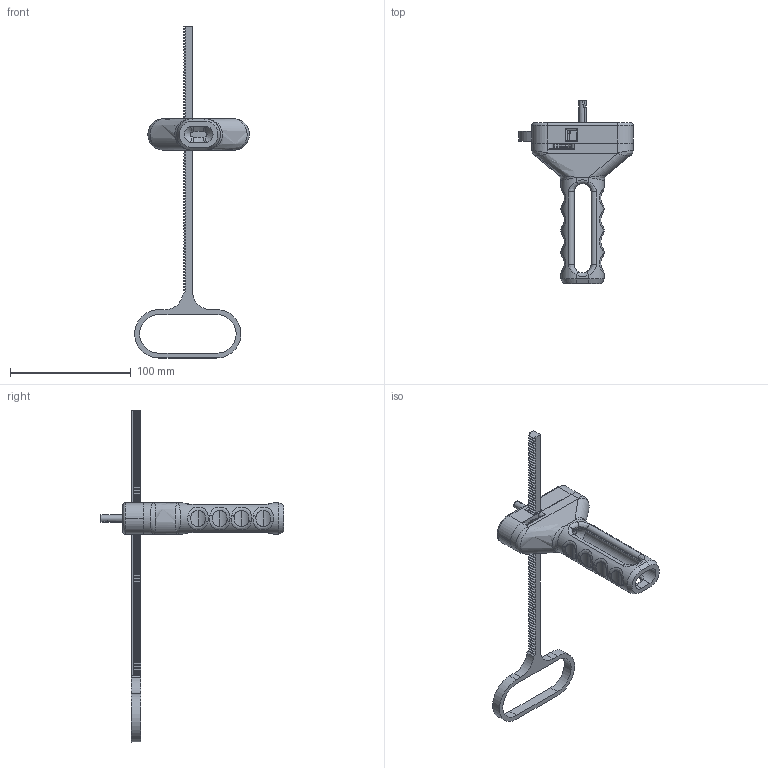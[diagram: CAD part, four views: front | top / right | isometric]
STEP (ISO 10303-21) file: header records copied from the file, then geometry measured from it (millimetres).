
FILE_DESCRIPTION (( 'STEP AP214' ), '1' );
FILE_NAME ('Full assembly.STEP', '2025-11-02T17:52:19', ( '' ), ( '' ), 'SwSTEP 2.0', 'SolidWorks 2024', '' );
FILE_SCHEMA (( 'AUTOMOTIVE_DESIGN' ));
Length unit declared in the file: millimetre
Products named in the file (6): Pull cord; Handle; Large gear with shaft; Top handle part; Small gear with shaft; Full assembly
Assembly tree (5 placements, depth 2):
  Full assembly
    Handle
    Large gear with shaft
    Top handle part
    Pull cord
    Small gear with shaft
Bounding box: 94.9 x 152 x 275 mm (x, y, z)
Volume: 122711.1 mm3; surface area: 46617.5 mm2
Topology: 5 solids, 5 shells, 862 faces, 2381 edges, 1545 vertices
Faces by surface type: plane 470, cylinder 292, bspline 49, cone 38, torus 13
Entity records: 34792 total; most frequent: CARTESIAN_POINT 12514, ORIENTED_EDGE 4730, DIRECTION 4551, EDGE_CURVE 2365, VECTOR 1557, LINE 1557, VERTEX_POINT 1545, AXIS2_PLACEMENT_3D 1497
